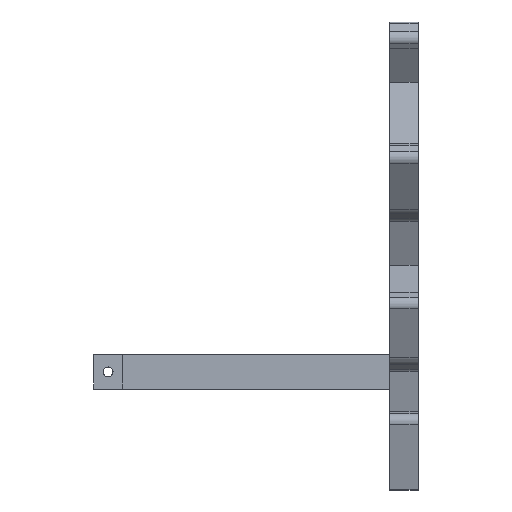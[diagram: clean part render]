
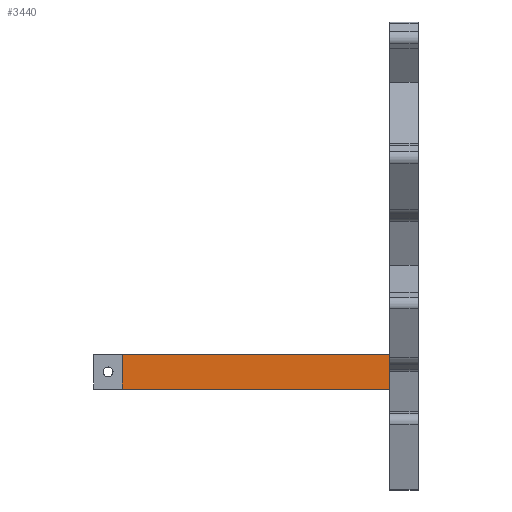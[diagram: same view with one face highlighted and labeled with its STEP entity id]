
A CAD part, front view. The second image highlights one B-rep face of the part: STEP entity #3440.
In plain terms, the highlighted planar face has unit normal (0, -1, 0).
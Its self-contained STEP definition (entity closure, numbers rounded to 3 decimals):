
#3219 = VERTEX_POINT('',#3220);
#3220 = CARTESIAN_POINT('',(0.,76.32,0.));
#3226 = EDGE_CURVE('',#3219,#3227,#3229,.T.);
#3227 = VERTEX_POINT('',#3228);
#3228 = CARTESIAN_POINT('',(-93.,76.32,0.));
#3229 = LINE('',#3230,#3231);
#3230 = CARTESIAN_POINT('',(0.,76.32,0.));
#3231 = VECTOR('',#3232,1.);
#3232 = DIRECTION('',(-1.,0.,0.));
#3275 = VERTEX_POINT('',#3276);
#3276 = CARTESIAN_POINT('',(0.,76.32,12.));
#3282 = EDGE_CURVE('',#3275,#3283,#3285,.T.);
#3283 = VERTEX_POINT('',#3284);
#3284 = CARTESIAN_POINT('',(-93.,76.32,12.));
#3285 = LINE('',#3286,#3287);
#3286 = CARTESIAN_POINT('',(0.,76.32,12.));
#3287 = VECTOR('',#3288,1.);
#3288 = DIRECTION('',(-1.,0.,0.));
#3429 = EDGE_CURVE('',#3219,#3275,#3430,.T.);
#3430 = LINE('',#3431,#3432);
#3431 = CARTESIAN_POINT('',(0.,76.32,0.));
#3432 = VECTOR('',#3433,1.);
#3433 = DIRECTION('',(0.,0.,1.));
#3440 = ADVANCED_FACE('',(#3441),#3452,.T.);
#3441 = FACE_BOUND('',#3442,.T.);
#3442 = EDGE_LOOP('',(#3443,#3444,#3445,#3451));
#3443 = ORIENTED_EDGE('',*,*,#3429,.T.);
#3444 = ORIENTED_EDGE('',*,*,#3282,.T.);
#3445 = ORIENTED_EDGE('',*,*,#3446,.F.);
#3446 = EDGE_CURVE('',#3227,#3283,#3447,.T.);
#3447 = LINE('',#3448,#3449);
#3448 = CARTESIAN_POINT('',(-93.,76.32,0.));
#3449 = VECTOR('',#3450,1.);
#3450 = DIRECTION('',(0.,0.,1.));
#3451 = ORIENTED_EDGE('',*,*,#3226,.F.);
#3452 = PLANE('',#3453);
#3453 = AXIS2_PLACEMENT_3D('',#3454,#3455,#3456);
#3454 = CARTESIAN_POINT('',(0.,76.32,0.));
#3455 = DIRECTION('',(0.,-1.,0.));
#3456 = DIRECTION('',(-1.,0.,0.));
